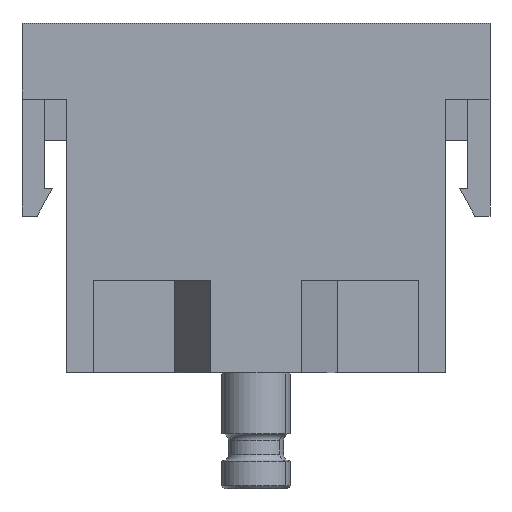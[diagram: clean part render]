
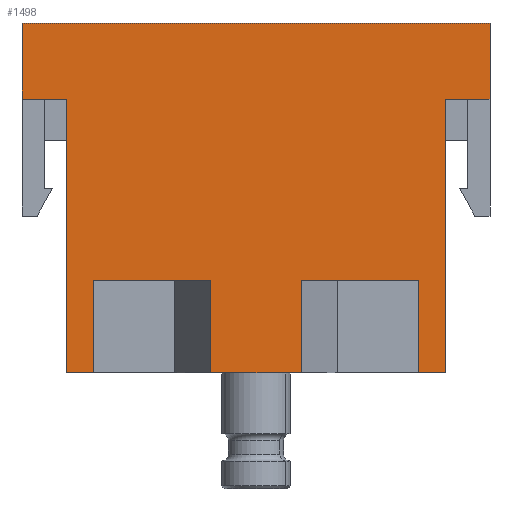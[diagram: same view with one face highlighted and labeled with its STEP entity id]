
A CAD part, front view. The second image highlights one B-rep face of the part: STEP entity #1498.
In plain terms, the highlighted planar face has unit normal (0, -1, 0).
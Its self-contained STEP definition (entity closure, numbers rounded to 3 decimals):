
#920=FACE_OUTER_BOUND('',#2466,.T.);
#1498=ADVANCED_FACE('',(#920),#1855,.F.);
#1855=PLANE('',#11013);
#2466=EDGE_LOOP('',(#6675,#6676,#6677,#6678,#6679,#6680,#6681,#6682,#6683,
#6684,#6685,#6686,#6687,#6688,#6689,#6690));
#3206=LINE('',#25033,#4112);
#3234=LINE('',#25090,#4140);
#3258=LINE('',#25137,#4164);
#3261=LINE('',#25143,#4167);
#3265=LINE('',#25151,#4171);
#3269=LINE('',#25159,#4175);
#3287=LINE('',#25196,#4193);
#3303=LINE('',#25225,#4209);
#3326=LINE('',#25268,#4232);
#3329=LINE('',#25274,#4235);
#3331=LINE('',#25278,#4237);
#3332=LINE('',#25279,#4238);
#3333=LINE('',#25280,#4239);
#3334=LINE('',#25282,#4240);
#3335=LINE('',#25284,#4241);
#3336=LINE('',#25285,#4242);
#4112=VECTOR('',#12177,1.);
#4140=VECTOR('',#12209,1.);
#4164=VECTOR('',#12241,1.);
#4167=VECTOR('',#12248,1.);
#4171=VECTOR('',#12252,1.);
#4175=VECTOR('',#12256,1.);
#4193=VECTOR('',#12276,1.);
#4209=VECTOR('',#12298,1.);
#4232=VECTOR('',#12337,1.);
#4235=VECTOR('',#12344,1.);
#4237=VECTOR('',#12348,1.);
#4238=VECTOR('',#12349,1.);
#4239=VECTOR('',#12350,1.);
#4240=VECTOR('',#12351,1.);
#4241=VECTOR('',#12352,1.);
#4242=VECTOR('',#12353,1.);
#6675=ORIENTED_EDGE('',*,*,#9650,.F.);
#6676=ORIENTED_EDGE('',*,*,#9748,.F.);
#6677=ORIENTED_EDGE('',*,*,#9704,.T.);
#6678=ORIENTED_EDGE('',*,*,#9720,.T.);
#6679=ORIENTED_EDGE('',*,*,#9686,.T.);
#6680=ORIENTED_EDGE('',*,*,#9743,.F.);
#6681=ORIENTED_EDGE('',*,*,#9749,.T.);
#6682=ORIENTED_EDGE('',*,*,#9746,.T.);
#6683=ORIENTED_EDGE('',*,*,#9682,.T.);
#6684=ORIENTED_EDGE('',*,*,#9750,.F.);
#6685=ORIENTED_EDGE('',*,*,#9751,.T.);
#6686=ORIENTED_EDGE('',*,*,#9752,.T.);
#6687=ORIENTED_EDGE('',*,*,#9678,.T.);
#6688=ORIENTED_EDGE('',*,*,#9674,.F.);
#6689=ORIENTED_EDGE('',*,*,#9622,.T.);
#6690=ORIENTED_EDGE('',*,*,#9753,.T.);
#8249=VERTEX_POINT('',#25032);
#8250=VERTEX_POINT('',#25034);
#8277=VERTEX_POINT('',#25091);
#8278=VERTEX_POINT('',#25092);
#8296=VERTEX_POINT('',#25138);
#8297=VERTEX_POINT('',#25144);
#8300=VERTEX_POINT('',#25150);
#8301=VERTEX_POINT('',#25152);
#8304=VERTEX_POINT('',#25158);
#8305=VERTEX_POINT('',#25160);
#8322=VERTEX_POINT('',#25195);
#8323=VERTEX_POINT('',#25197);
#8344=VERTEX_POINT('',#25267);
#8346=VERTEX_POINT('',#25275);
#8347=VERTEX_POINT('',#25281);
#8348=VERTEX_POINT('',#25283);
#9622=EDGE_CURVE('',#8250,#8249,#3206,.T.);
#9650=EDGE_CURVE('',#8277,#8278,#3234,.T.);
#9674=EDGE_CURVE('',#8250,#8296,#3258,.T.);
#9678=EDGE_CURVE('',#8297,#8296,#3261,.T.);
#9682=EDGE_CURVE('',#8301,#8300,#3265,.T.);
#9686=EDGE_CURVE('',#8305,#8304,#3269,.T.);
#9704=EDGE_CURVE('',#8323,#8322,#3287,.T.);
#9720=EDGE_CURVE('',#8322,#8305,#3303,.T.);
#9743=EDGE_CURVE('',#8344,#8304,#3326,.T.);
#9746=EDGE_CURVE('',#8346,#8301,#3329,.T.);
#9748=EDGE_CURVE('',#8323,#8277,#3331,.T.);
#9749=EDGE_CURVE('',#8344,#8346,#3332,.T.);
#9750=EDGE_CURVE('',#8347,#8300,#3333,.T.);
#9751=EDGE_CURVE('',#8347,#8348,#3334,.T.);
#9752=EDGE_CURVE('',#8348,#8297,#3335,.T.);
#9753=EDGE_CURVE('',#8249,#8278,#3336,.T.);
#11013=AXIS2_PLACEMENT_3D('',#25286,#12354,#12355);
#12177=DIRECTION('',(1.,0.,0.));
#12209=DIRECTION('',(1.,0.,0.));
#12241=DIRECTION('',(0.,0.,-1.));
#12248=DIRECTION('',(1.,0.,0.));
#12252=DIRECTION('',(1.,0.,0.));
#12256=DIRECTION('',(1.,0.,0.));
#12276=DIRECTION('',(1.,0.,0.));
#12298=DIRECTION('',(0.,0.,-1.));
#12337=DIRECTION('',(0.,0.,-1.));
#12344=DIRECTION('',(0.,0.,-1.));
#12348=DIRECTION('',(0.,0.,1.));
#12349=DIRECTION('',(1.,0.,0.));
#12350=DIRECTION('',(0.,0.,-1.));
#12351=DIRECTION('',(1.,0.,0.));
#12352=DIRECTION('',(0.,0.,-1.));
#12353=DIRECTION('',(0.,0.,1.));
#12354=DIRECTION('',(0.,1.,0.));
#12355=DIRECTION('',(1.,0.,0.));
#25032=CARTESIAN_POINT('',(17.,-5.7,19.9));
#25033=CARTESIAN_POINT('',(-17.,-5.7,19.9));
#25034=CARTESIAN_POINT('',(13.8,-5.7,19.9));
#25090=CARTESIAN_POINT('',(-13.8,-5.7,25.4));
#25091=CARTESIAN_POINT('',(-17.,-5.7,25.4));
#25092=CARTESIAN_POINT('',(17.,-5.7,25.4));
#25137=CARTESIAN_POINT('',(13.8,-5.7,6.7));
#25138=CARTESIAN_POINT('',(13.8,-5.7,0.));
#25143=CARTESIAN_POINT('',(11.8,-5.7,0.));
#25144=CARTESIAN_POINT('',(11.8,-5.7,0.));
#25150=CARTESIAN_POINT('',(3.291,-5.7,0.));
#25151=CARTESIAN_POINT('',(-3.291,-5.7,0.));
#25152=CARTESIAN_POINT('',(-3.291,-5.7,0.));
#25158=CARTESIAN_POINT('',(-11.8,-5.7,0.));
#25159=CARTESIAN_POINT('',(-13.8,-5.7,0.));
#25160=CARTESIAN_POINT('',(-13.8,-5.7,0.));
#25195=CARTESIAN_POINT('',(-13.8,-5.7,19.9));
#25196=CARTESIAN_POINT('',(-17.,-5.7,19.9));
#25197=CARTESIAN_POINT('',(-17.,-5.7,19.9));
#25225=CARTESIAN_POINT('',(-13.8,-5.7,6.7));
#25267=CARTESIAN_POINT('',(-11.8,-5.7,6.7));
#25268=CARTESIAN_POINT('',(-11.8,-5.7,6.7));
#25274=CARTESIAN_POINT('',(-3.291,-5.7,6.7));
#25275=CARTESIAN_POINT('',(-3.291,-5.7,6.7));
#25278=CARTESIAN_POINT('',(-17.,-5.7,25.4));
#25279=CARTESIAN_POINT('',(-13.8,-5.7,6.7));
#25280=CARTESIAN_POINT('',(3.291,-5.7,6.7));
#25281=CARTESIAN_POINT('',(3.291,-5.7,6.7));
#25282=CARTESIAN_POINT('',(-13.8,-5.7,6.7));
#25283=CARTESIAN_POINT('',(11.8,-5.7,6.7));
#25284=CARTESIAN_POINT('',(11.8,-5.7,6.7));
#25285=CARTESIAN_POINT('',(17.,-5.7,25.4));
#25286=CARTESIAN_POINT('',(-3.291,-5.7,6.7));
